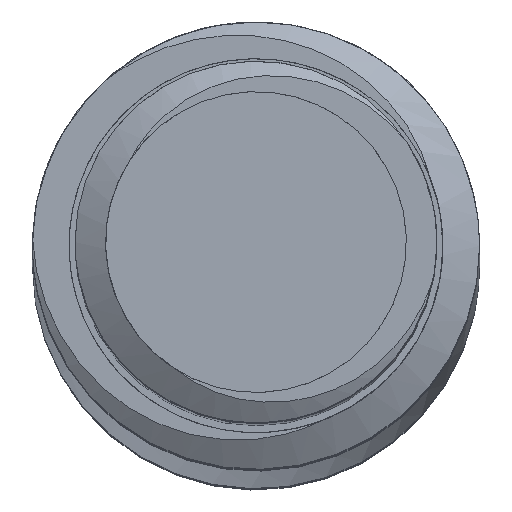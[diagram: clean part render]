
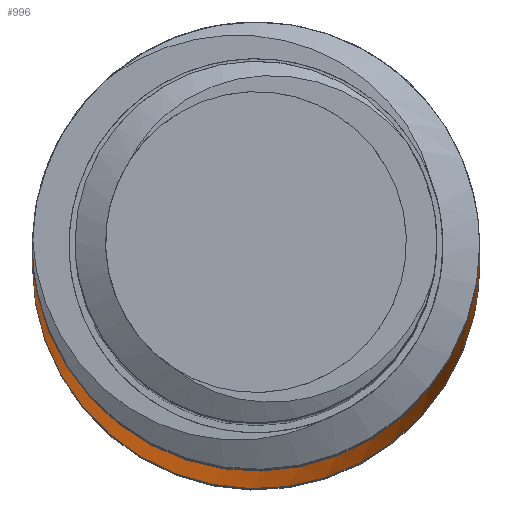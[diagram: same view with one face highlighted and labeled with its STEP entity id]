
A CAD part, top view. The second image highlights one B-rep face of the part: STEP entity #996.
In plain terms, the highlighted cylindrical face has radius 4.95 mm (diameter 9.9 mm), a partial arc.
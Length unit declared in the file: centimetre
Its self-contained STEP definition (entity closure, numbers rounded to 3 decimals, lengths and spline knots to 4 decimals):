
#115 = CARTESIAN_POINT ( 'NONE',  ( 0.495, 0., -10.8195 ) ) ;
#308 = CARTESIAN_POINT ( 'NONE',  ( -0.1876, -0.5019, -10.8656 ) ) ;
#441 = CARTESIAN_POINT ( 'NONE',  ( 0.495, 0., -10.8195 ) ) ;
#711 = CARTESIAN_POINT ( 'NONE',  ( -0.362, -0.3376, 10.8375 ) ) ;
#996 = ADVANCED_FACE ( 'NONE', ( #4944 ), #2274, .T. ) ;
#1125 = CARTESIAN_POINT ( 'NONE',  ( 0.495, 0., 13.2 ) ) ;
#1330 = DIRECTION ( 'NONE',  ( 0., 0., -1. ) ) ;
#1381 = CARTESIAN_POINT ( 'NONE',  ( -0.4947, -0.0173, -10.8938 ) ) ;
#1446 = CARTESIAN_POINT ( 'NONE',  ( 0.2222, -0.4875, -10.8469 ) ) ;
#1635 = VERTEX_POINT ( 'NONE', #115 ) ;
#1853 = VECTOR ( 'NONE', #7118, 100. ) ;
#1944 = VERTEX_POINT ( 'NONE', #7573 ) ;
#2094 = CARTESIAN_POINT ( 'NONE',  ( -0.495, 0., 10.8195 ) ) ;
#2255 = CARTESIAN_POINT ( 'NONE',  ( -0.4875, -0.2222, -10.8844 ) ) ;
#2274 = CYLINDRICAL_SURFACE ( 'NONE', #3956, 0.495 ) ;
#2588 = CARTESIAN_POINT ( 'NONE',  ( -0.0173, -0.4947, 10.8563 ) ) ;
#2717 = CARTESIAN_POINT ( 'NONE',  ( -0.495, -0.195, 10.8286 ) ) ;
#3443 = CARTESIAN_POINT ( 'NONE',  ( 0.0173, -0.4947, -10.8563 ) ) ;
#3651 = CARTESIAN_POINT ( 'NONE',  ( 0.1876, -0.5019, 10.8656 ) ) ;
#3717 = CARTESIAN_POINT ( 'NONE',  ( 0.495, 0., 10.8945 ) ) ;
#3956 = AXIS2_PLACEMENT_3D ( 'NONE', #6195, #12027, #11473 ) ;
#4080 = VERTEX_POINT ( 'NONE', #2094 ) ;
#4643 = CARTESIAN_POINT ( 'NONE',  ( -0.495, 0., 10.8195 ) ) ;
#4708 = CARTESIAN_POINT ( 'NONE',  ( 0.4875, -0.2222, 10.8844 ) ) ;
#4944 = FACE_OUTER_BOUND ( 'NONE', #12845, .T. ) ;
#5192 = LINE ( 'NONE', #5321, #12520 ) ;
#5246 = EDGE_CURVE ( 'NONE', #1944, #1635, #13131, .T. ) ;
#5321 = CARTESIAN_POINT ( 'NONE',  ( -0.495, 0., 13.2 ) ) ;
#5563 = ORIENTED_EDGE ( 'NONE', *, *, #10714, .T. ) ;
#5642 = CARTESIAN_POINT ( 'NONE',  ( 0.495, -0.0086, 10.8941 ) ) ;
#6195 = CARTESIAN_POINT ( 'NONE',  ( 0., 0., 13.2 ) ) ;
#6503 = CARTESIAN_POINT ( 'NONE',  ( -0.3376, -0.362, -10.875 ) ) ;
#6649 = CARTESIAN_POINT ( 'NONE',  ( -0.2222, -0.4875, 10.8469 ) ) ;
#6943 = VERTEX_POINT ( 'NONE', #9536 ) ;
#7118 = DIRECTION ( 'NONE',  ( 0., 0., -1. ) ) ;
#7228 = ORIENTED_EDGE ( 'NONE', *, *, #7824, .F. ) ;
#7573 = CARTESIAN_POINT ( 'NONE',  ( -0.495, 0., -10.8945 ) ) ;
#7824 = EDGE_CURVE ( 'NONE', #6943, #1635, #8315, .T. ) ;
#8125 =( BOUNDED_CURVE ( )  B_SPLINE_CURVE ( 2, ( #3717, #5642, #9790, #4708, #12862, #3651, #2588, #6649, #711, #2717, #4643 ),
 .UNSPECIFIED., .F., .F. ) 
 B_SPLINE_CURVE_WITH_KNOTS ( ( 3, 2, 2, 2, 2, 3 ),
 ( 0.9164, 0.9167, 0.9236, 0.9306, 0.9375, 0.9441 ),
 .UNSPECIFIED. ) 
 CURVE ( )  GEOMETRIC_REPRESENTATION_ITEM ( )  RATIONAL_B_SPLINE_CURVE ( ( 0.993, 0.997, 1., 0.924, 1., 0.924, 1., 0.924, 1., 0.927, 0.993 ) ) 
 REPRESENTATION_ITEM ( '' )  );
#8315 = LINE ( 'NONE', #1125, #1853 ) ;
#8507 = CARTESIAN_POINT ( 'NONE',  ( -0.495, -0.0086, -10.8941 ) ) ;
#9383 = CARTESIAN_POINT ( 'NONE',  ( 0.495, -0.195, -10.8286 ) ) ;
#9536 = CARTESIAN_POINT ( 'NONE',  ( 0.495, 0., 10.8945 ) ) ;
#9582 = CARTESIAN_POINT ( 'NONE',  ( -0.495, 0., -10.8945 ) ) ;
#9790 = CARTESIAN_POINT ( 'NONE',  ( 0.4947, -0.0173, 10.8938 ) ) ;
#10631 = ORIENTED_EDGE ( 'NONE', *, *, #10772, .T. ) ;
#10714 = EDGE_CURVE ( 'NONE', #4080, #1944, #5192, .T. ) ;
#10772 = EDGE_CURVE ( 'NONE', #6943, #4080, #8125, .T. ) ;
#11473 = DIRECTION ( 'NONE',  ( -1., 0., 0. ) ) ;
#11990 = ORIENTED_EDGE ( 'NONE', *, *, #5246, .T. ) ;
#12027 = DIRECTION ( 'NONE',  ( 0., 0., -1. ) ) ;
#12454 = CARTESIAN_POINT ( 'NONE',  ( 0.362, -0.3376, -10.8375 ) ) ;
#12520 = VECTOR ( 'NONE', #1330, 100. ) ;
#12845 = EDGE_LOOP ( 'NONE', ( #7228, #10631, #5563, #11990 ) ) ;
#12862 = CARTESIAN_POINT ( 'NONE',  ( 0.3376, -0.362, 10.875 ) ) ;
#13131 =( BOUNDED_CURVE ( )  B_SPLINE_CURVE ( 2, ( #9582, #8507, #1381, #2255, #6503, #308, #3443, #1446, #12454, #9383, #441 ),
 .UNSPECIFIED., .F., .F. ) 
 B_SPLINE_CURVE_WITH_KNOTS ( ( 3, 2, 2, 2, 2, 3 ),
 ( 0.9164, 0.9167, 0.9236, 0.9306, 0.9375, 0.9441 ),
 .UNSPECIFIED. ) 
 CURVE ( )  GEOMETRIC_REPRESENTATION_ITEM ( )  RATIONAL_B_SPLINE_CURVE ( ( 0.993, 0.997, 1., 0.924, 1., 0.924, 1., 0.924, 1., 0.927, 0.993 ) ) 
 REPRESENTATION_ITEM ( '' )  );
